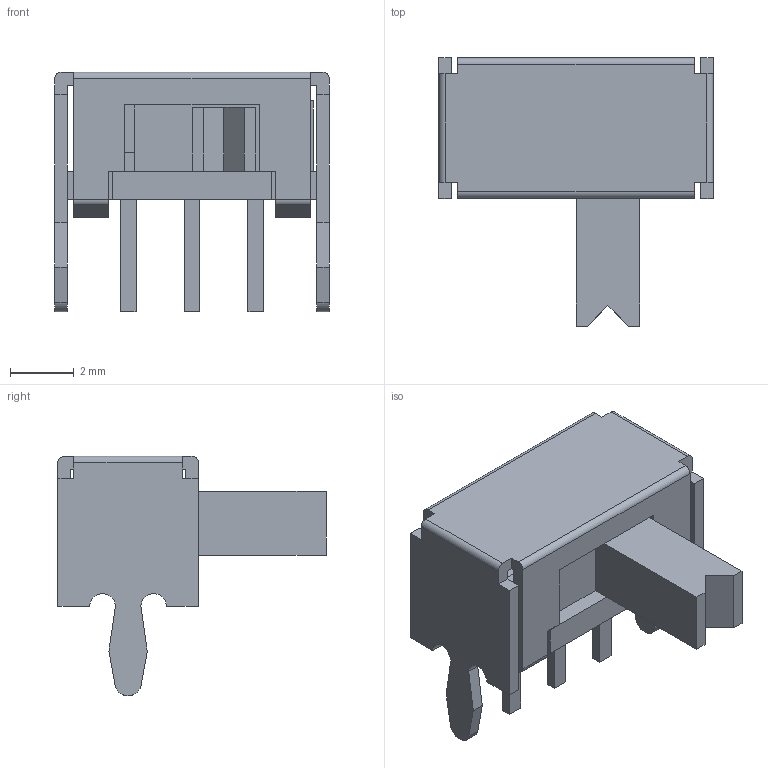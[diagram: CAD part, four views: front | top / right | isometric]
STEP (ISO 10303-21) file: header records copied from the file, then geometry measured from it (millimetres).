
FILE_DESCRIPTION(('Open CASCADE Model'),'2;1');
FILE_NAME('Open CASCADE Shape Model','2024-02-22T14:26:37',('Author'),( 'Open CASCADE'),'Open CASCADE STEP processor 7.7','Open CASCADE 7.7' ,'Unknown');
FILE_SCHEMA(('AUTOMOTIVE_DESIGN { 1 0 10303 214 1 1 1 1 }'));
Length unit declared in the file: millimetre
Products named in the file (12): f37e8119-d142-11ee-b0e5-010101010000; f37e8119-d142-11ee-b0e5-010101010000_part; f37ea82e-d142-11ee-98c6-010101010000; f37ea82e-d142-11ee-98c6-010101010000_part; f37ea82f-d142-11ee-9b82-010101010000; f37ea82f-d142-11ee-9b82-010101010000_part; f37ea830-d142-11ee-8c88-010101010000; f37ea830-d142-11ee-8c88-010101010000_part; pin1; pin1_part; pin2; pin3
Assembly tree (13 placements, depth 3):
  f37e8119-d142-11ee-b0e5-010101010000
    f37e8119-d142-11ee-b0e5-010101010000_part
    f37ea82e-d142-11ee-98c6-010101010000
      f37ea82e-d142-11ee-98c6-010101010000_part
    f37ea82f-d142-11ee-9b82-010101010000
      f37ea82f-d142-11ee-9b82-010101010000_part
    f37ea830-d142-11ee-8c88-010101010000
      f37ea830-d142-11ee-8c88-010101010000_part
    pin1
      pin1_part
    pin2
      pin1_part
    pin3
      pin1_part
Bounding box: 8.6 x 8.4 x 7.5 mm (x, y, z)
Volume: 107 mm3; surface area: 453.2 mm2
Topology: 6 solids, 6 shells, 119 faces, 321 edges, 214 vertices
Faces by surface type: plane 105, cylinder 14
Entity records: 7469 total; most frequent: CARTESIAN_POINT 1342, DIRECTION 1089, LINE 775, VECTOR 775, ORIENTED_EDGE 594, PCURVE 594, DEFINITIONAL_REPRESENTATION 594, EDGE_CURVE 297
